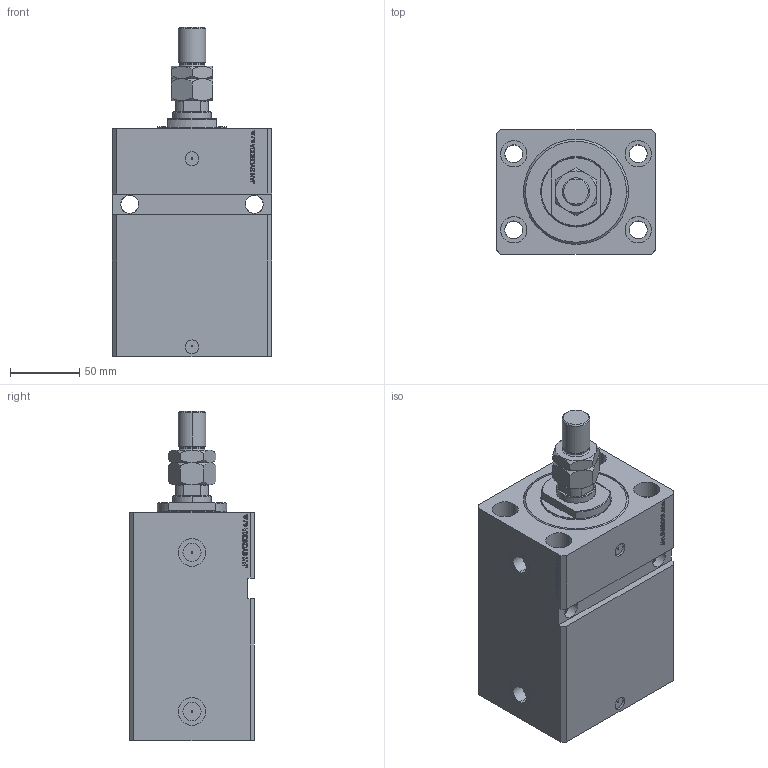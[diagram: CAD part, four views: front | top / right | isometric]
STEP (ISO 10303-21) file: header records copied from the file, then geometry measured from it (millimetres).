
FILE_DESCRIPTION (( 'STEP AP203' ), '1' );
FILE_NAME ('9556.STEP', '2022-04-09T17:41:24', ( '' ), ( '' ), 'SwSTEP 2.0', 'SolidWorks 2019', '' );
FILE_SCHEMA (( 'CONFIG_CONTROL_DESIGN' ));
Length unit declared in the file: millimetre
Products named in the file (5): MTA ea69cf83cea7ef25f7e50f210b9ba116; V250CE_VC_E ea69cf83cea7ef25f7e50f210b9ba116; V250CE_E_Body ea69cf83cea7ef25f7e50f210b9ba116; 9556; V250CE_C_VCP ea69cf83cea7ef25f7e50f210b9ba116
Assembly tree (4 placements, depth 2):
  9556
    V250CE_E_Body ea69cf83cea7ef25f7e50f210b9ba116
    V250CE_C_VCP ea69cf83cea7ef25f7e50f210b9ba116
    V250CE_VC_E ea69cf83cea7ef25f7e50f210b9ba116
    MTA ea69cf83cea7ef25f7e50f210b9ba116
Bounding box: 115 x 90 x 237.9 mm (x, y, z)
Volume: 1408814.8 mm3; surface area: 203732.8 mm2
Topology: 4 solids, 4 shells, 986 faces, 2514 edges, 1641 vertices
Faces by surface type: plane 482, bspline 368, cylinder 88, cone 40, torus 8
Entity records: 47519 total; most frequent: CARTESIAN_POINT 25666, ORIENTED_EDGE 5024, DIRECTION 3132, EDGE_CURVE 2512, VERTEX_POINT 1641, VECTOR 1506, LINE 1506, EDGE_LOOP 1121
